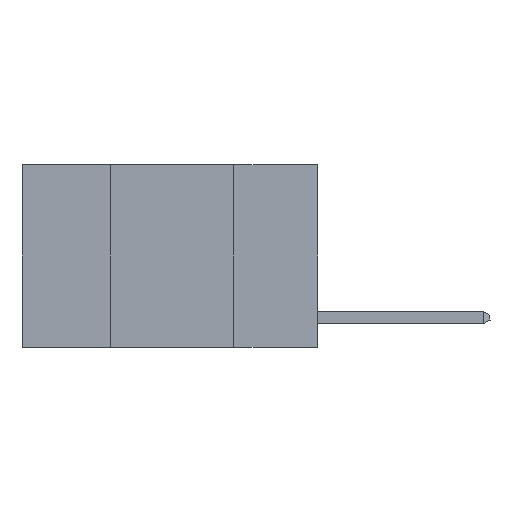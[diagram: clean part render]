
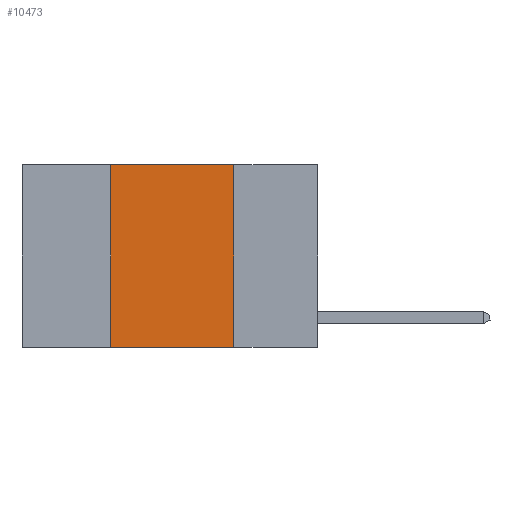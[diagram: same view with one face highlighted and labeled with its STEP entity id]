
A CAD part, left-side view. The second image highlights one B-rep face of the part: STEP entity #10473.
In plain terms, the highlighted planar face has unit normal (-1, 0, 0).
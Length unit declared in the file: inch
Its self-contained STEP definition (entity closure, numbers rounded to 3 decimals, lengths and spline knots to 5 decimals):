
#266 = LINE ( 'NONE', #9169, #18257 ) ;
#368 = CARTESIAN_POINT ( 'NONE',  ( 0., 0.42, 0. ) ) ;
#2171 = LINE ( 'NONE', #16622, #25614 ) ;
#2509 = CARTESIAN_POINT ( 'NONE',  ( 0., 0.17, -0.37 ) ) ;
#3431 = VERTEX_POINT ( 'NONE', #368 ) ;
#3476 = VECTOR ( 'NONE', #29903, 39.37008 ) ;
#4945 = VERTEX_POINT ( 'NONE', #2509 ) ;
#4972 = DIRECTION ( 'NONE',  ( 0., 0., 1. ) ) ;
#6646 = EDGE_CURVE ( 'NONE', #8042, #4945, #24021, .T. ) ;
#7034 = DIRECTION ( 'NONE',  ( 1., 0., 0. ) ) ;
#8042 = VERTEX_POINT ( 'NONE', #16427 ) ;
#9169 = CARTESIAN_POINT ( 'NONE',  ( 0., 0.6, -0.37 ) ) ;
#9186 = ORIENTED_EDGE ( 'NONE', *, *, #14166, .F. ) ;
#9276 = CARTESIAN_POINT ( 'NONE',  ( 0., 0.6, 0. ) ) ;
#9277 = ORIENTED_EDGE ( 'NONE', *, *, #16226, .F. ) ;
#10473 = ADVANCED_FACE ( 'NONE', ( #20956 ), #16301, .F. ) ;
#10873 = ORIENTED_EDGE ( 'NONE', *, *, #25423, .T. ) ;
#11455 = CARTESIAN_POINT ( 'NONE',  ( 0., 0.17, 0. ) ) ;
#13572 = CARTESIAN_POINT ( 'NONE',  ( 0., 0.6, 0. ) ) ;
#14166 = EDGE_CURVE ( 'NONE', #3431, #8042, #20696, .T. ) ;
#14363 = ORIENTED_EDGE ( 'NONE', *, *, #6646, .F. ) ;
#16226 = EDGE_CURVE ( 'NONE', #18527, #3431, #2171, .T. ) ;
#16301 = PLANE ( 'NONE',  #23566 ) ;
#16427 = CARTESIAN_POINT ( 'NONE',  ( 0., 0.17, 0. ) ) ;
#16622 = CARTESIAN_POINT ( 'NONE',  ( 0., 0.42, 0. ) ) ;
#17065 = VECTOR ( 'NONE', #27799, 39.37008 ) ;
#18257 = VECTOR ( 'NONE', #25499, 39.37008 ) ;
#18527 = VERTEX_POINT ( 'NONE', #20671 ) ;
#20671 = CARTESIAN_POINT ( 'NONE',  ( 0., 0.42, -0.37 ) ) ;
#20696 = LINE ( 'NONE', #13572, #3476 ) ;
#20956 = FACE_OUTER_BOUND ( 'NONE', #23526, .T. ) ;
#23357 = DIRECTION ( 'NONE',  ( 0., 0., -1. ) ) ;
#23526 = EDGE_LOOP ( 'NONE', ( #14363, #9186, #9277, #10873 ) ) ;
#23566 = AXIS2_PLACEMENT_3D ( 'NONE', #9276, #7034, #23357 ) ;
#24021 = LINE ( 'NONE', #11455, #17065 ) ;
#25423 = EDGE_CURVE ( 'NONE', #18527, #4945, #266, .T. ) ;
#25499 = DIRECTION ( 'NONE',  ( 0., -1., 0. ) ) ;
#25614 = VECTOR ( 'NONE', #4972, 39.37008 ) ;
#27799 = DIRECTION ( 'NONE',  ( 0., 0., -1. ) ) ;
#29903 = DIRECTION ( 'NONE',  ( 0., -1., 0. ) ) ;
